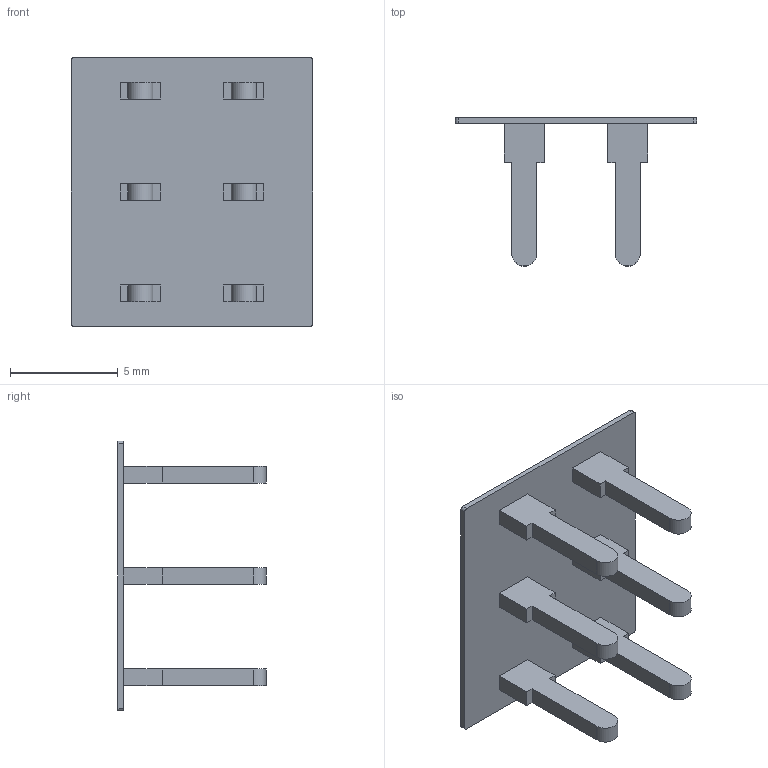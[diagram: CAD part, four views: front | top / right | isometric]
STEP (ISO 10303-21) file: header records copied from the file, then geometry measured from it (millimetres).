
FILE_DESCRIPTION(/* description */ (''),/* implementation_level */ '2;1');
FILE_NAME(/* name */ '_M202803-terminals.ipt.step',/* time_stamp */ '2015-01-02T18:43:11-08:00',/* author */ ('Philip'),/* organization */ (''),/* preprocessor_version */ 'ST-DEVELOPER v15.6',/* originating_system */ 'Autodesk Inventor 2015',/* authorisation */ '');
FILE_SCHEMA (('AUTOMOTIVE_DESIGN { 1 0 10303 214 3 1 1 }'));
Length unit declared in the file: inch
Products named in the file (1): _M202803-terminals
Bounding box: 11.18 x 6.86 x 12.5 mm (x, y, z)
Volume: 77.1 mm3; surface area: 457 mm2
Topology: 1 solids, 1 shells, 64 faces, 168 edges, 112 vertices
Faces by surface type: plane 54, cylinder 10
Entity records: 1985 total; most frequent: CARTESIAN_POINT 345, ORIENTED_EDGE 336, DIRECTION 318, EDGE_CURVE 168, LINE 148, VECTOR 148, VERTEX_POINT 112, AXIS2_PLACEMENT_3D 85
